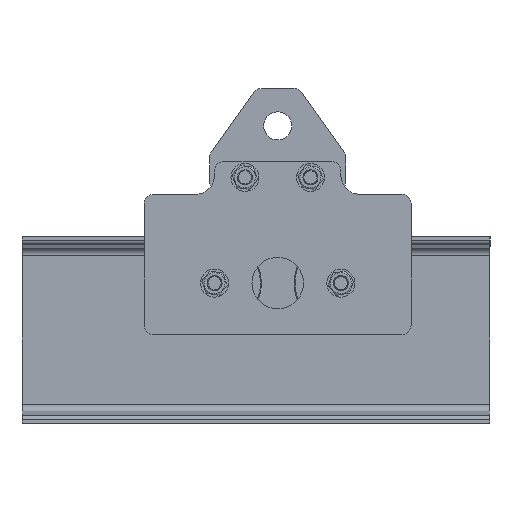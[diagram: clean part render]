
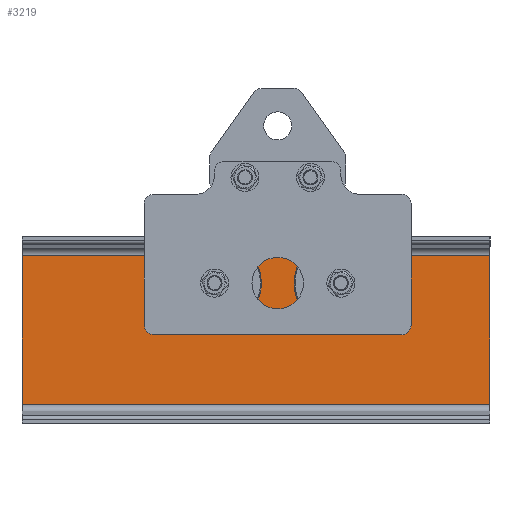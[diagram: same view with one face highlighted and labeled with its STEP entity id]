
A CAD part, front view. The second image highlights one B-rep face of the part: STEP entity #3219.
In plain terms, the highlighted face is planar.
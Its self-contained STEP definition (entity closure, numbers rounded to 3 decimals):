
#549=PLANE('',#3625);
#733=FACE_OUTER_BOUND('',#1045,.T.);
#1045=EDGE_LOOP('',(#2869,#2870,#2871,#2872));
#1185=LINE('',#5581,#1343);
#1186=LINE('',#5585,#1344);
#1187=LINE('',#5587,#1345);
#1188=LINE('',#5588,#1346);
#1343=VECTOR('',#4585,500.);
#1344=VECTOR('',#4590,159.104);
#1345=VECTOR('',#4591,500.);
#1346=VECTOR('',#4592,159.104);
#1819=VERTEX_POINT('',#5578);
#1820=VERTEX_POINT('',#5580);
#1821=VERTEX_POINT('',#5584);
#1822=VERTEX_POINT('',#5586);
#2168=EDGE_CURVE('',#1820,#1819,#1185,.T.);
#2170=EDGE_CURVE('',#1819,#1821,#1186,.T.);
#2171=EDGE_CURVE('',#1822,#1821,#1187,.T.);
#2172=EDGE_CURVE('',#1820,#1822,#1188,.T.);
#2869=ORIENTED_EDGE('',*,*,#2170,.T.);
#2870=ORIENTED_EDGE('',*,*,#2171,.F.);
#2871=ORIENTED_EDGE('',*,*,#2172,.F.);
#2872=ORIENTED_EDGE('',*,*,#2168,.T.);
#3219=ADVANCED_FACE('',(#733),#549,.T.);
#3625=AXIS2_PLACEMENT_3D('',#5583,#4588,#4589);
#4585=DIRECTION('',(0.,0.,1.));
#4588=DIRECTION('center_axis',(-1.,0.,0.));
#4589=DIRECTION('ref_axis',(0.,0.,1.));
#4590=DIRECTION('',(0.,1.,0.));
#4591=DIRECTION('',(0.,0.,1.));
#4592=DIRECTION('',(0.,1.,0.));
#5578=CARTESIAN_POINT('',(-3.75,-79.552,500.));
#5580=CARTESIAN_POINT('',(-3.75,-79.552,0.));
#5581=CARTESIAN_POINT('',(-3.75,-79.552,0.));
#5583=CARTESIAN_POINT('Origin',(-3.75,-79.552,0.));
#5584=CARTESIAN_POINT('',(-3.75,79.552,500.));
#5585=CARTESIAN_POINT('',(-3.75,-39.776,500.));
#5586=CARTESIAN_POINT('',(-3.75,79.552,0.));
#5587=CARTESIAN_POINT('',(-3.75,79.552,0.));
#5588=CARTESIAN_POINT('',(-3.75,-39.776,0.));
